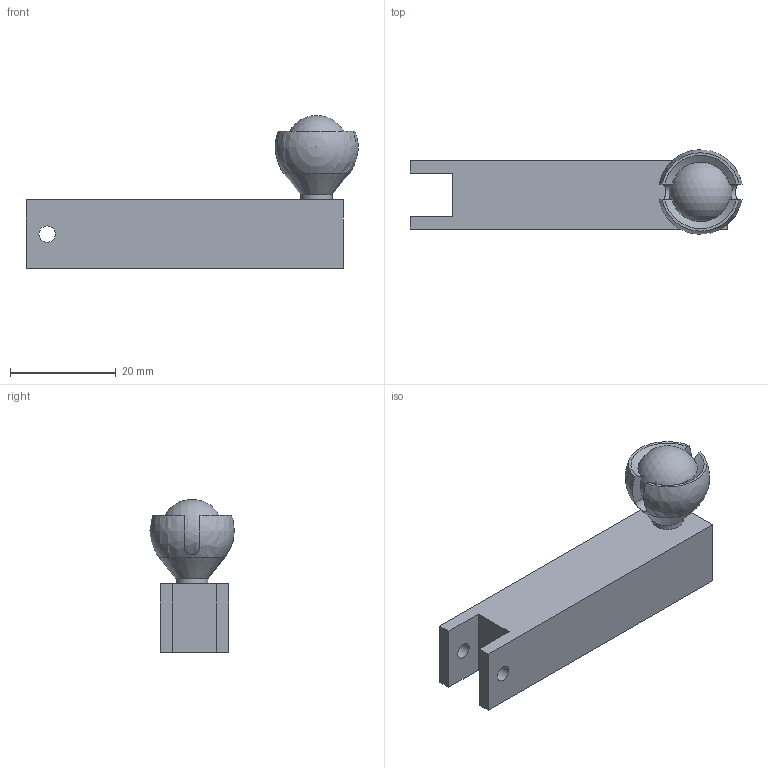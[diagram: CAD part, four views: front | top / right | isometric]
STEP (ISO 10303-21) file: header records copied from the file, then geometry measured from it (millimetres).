
FILE_DESCRIPTION(/* description */ (''),/* implementation_level */ '2;1');
FILE_NAME(/* name */ 'Lever Arm.step',/* time_stamp */ '2025-09-15T05:50:35+01:00',/* author */ (''),/* organization */ (''),/* preprocessor_version */ 'ST-DEVELOPER v20.1',/* originating_system */ 'Autodesk Translation Framework v14.17.0.0',/* authorisation */ '');
FILE_SCHEMA (('AUTOMOTIVE_DESIGN { 1 0 10303 214 3 1 1 }'));
Length unit declared in the file: millimetre
Products named in the file (3): Stewart Lever Arm 60 mm; tight_balljoint; Component2
Assembly tree (2 placements, depth 3):
  Stewart Lever Arm 60 mm
    tight_balljoint
      Component2
Bounding box: 62.83 x 16 x 28.96 mm (x, y, z)
Volume: 11940.5 mm3; surface area: 4889.9 mm2
Topology: 2 solids, 2 shells, 28 faces, 78 edges, 52 vertices
Faces by surface type: plane 18, cylinder 5, cone 3, sphere 2
Full cylindrical faces by diameter (mm): 3.1 x2, 6 x1
Entity records: 1030 total; most frequent: CARTESIAN_POINT 235, DIRECTION 162, ORIENTED_EDGE 148, EDGE_CURVE 74, AXIS2_PLACEMENT_3D 63, VERTEX_POINT 52, LINE 36, VECTOR 36
